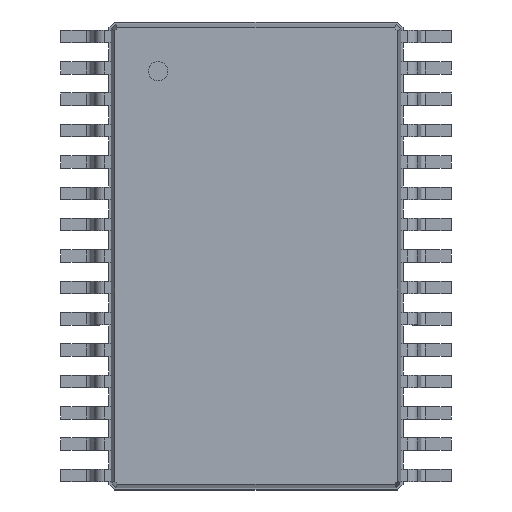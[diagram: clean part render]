
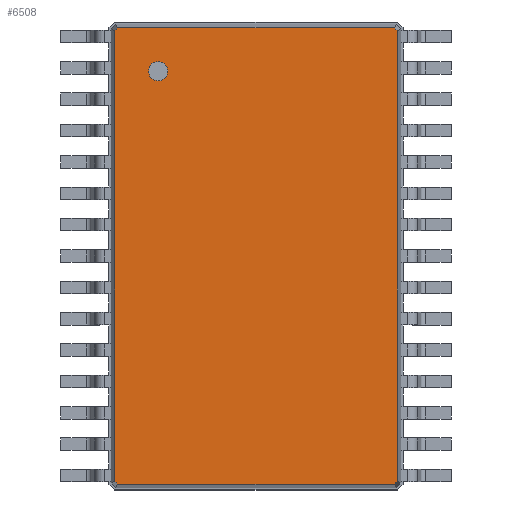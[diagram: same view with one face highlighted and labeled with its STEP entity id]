
A CAD part, top view. The second image highlights one B-rep face of the part: STEP entity #6508.
In plain terms, the highlighted planar face has unit normal (0, 0, 1).
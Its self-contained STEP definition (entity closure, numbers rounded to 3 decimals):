
#27=VECTOR('',#28,1.);
#28=DIRECTION('',(1.,0.,0.));
#51=VECTOR('',#52,1.);
#52=DIRECTION('',(0.707,-0.707,0.));
#58=VECTOR('',#59,1.);
#59=DIRECTION('',(0.,-1.,0.));
#65=VECTOR('',#66,1.);
#66=DIRECTION('',(-0.707,-0.707,0.));
#72=VECTOR('',#73,1.);
#73=DIRECTION('',(-1.,0.,0.));
#79=VECTOR('',#80,1.);
#80=DIRECTION('',(-0.707,0.707,0.));
#86=VECTOR('',#87,1.);
#87=DIRECTION('',(0.,1.,0.));
#91=VECTOR('',#92,1.);
#92=DIRECTION('',(0.707,0.707,0.));
#1792=DIRECTION('',(0.,0.,-1.));
#1915=VERTEX_POINT('',#1916);
#1916=CARTESIAN_POINT('',(-2.929,4.669,1.2));
#1919=EDGE_CURVE('',#1920,#1915,#1922,.T.);
#1920=VERTEX_POINT('',#1921);
#1921=CARTESIAN_POINT('',(-2.929,-4.669,1.2));
#1922=LINE('',#1921,#86);
#1933=VERTEX_POINT('',#1934);
#1934=CARTESIAN_POINT('',(-2.869,4.729,1.2));
#1937=EDGE_CURVE('',#1915,#1933,#1938,.T.);
#1938=LINE('',#1916,#91);
#1947=VERTEX_POINT('',#1948);
#1948=CARTESIAN_POINT('',(2.869,4.729,1.2));
#1951=EDGE_CURVE('',#1933,#1947,#1952,.T.);
#1952=LINE('',#1934,#27);
#1961=VERTEX_POINT('',#1962);
#1962=CARTESIAN_POINT('',(2.929,4.669,1.2));
#1965=EDGE_CURVE('',#1947,#1961,#1966,.T.);
#1966=LINE('',#1948,#51);
#2095=VERTEX_POINT('',#2096);
#2096=CARTESIAN_POINT('',(2.929,-4.669,1.2));
#2099=EDGE_CURVE('',#1961,#2095,#2100,.T.);
#2100=LINE('',#1962,#58);
#6508=ADVANCED_FACE('',(#6509,#6529),#6539,.F.);
#6509=FACE_BOUND('',#6510,.F.);
#6510=EDGE_LOOP('',(#6511,#6512,#6513,#6514,#6519,#6524,#6527,#6528));
#6511=ORIENTED_EDGE('',*,*,#1951,.T.);
#6512=ORIENTED_EDGE('',*,*,#1965,.T.);
#6513=ORIENTED_EDGE('',*,*,#2099,.T.);
#6514=ORIENTED_EDGE('',*,*,#6515,.T.);
#6515=EDGE_CURVE('',#2095,#6516,#6518,.T.);
#6516=VERTEX_POINT('',#6517);
#6517=CARTESIAN_POINT('',(2.869,-4.729,1.2));
#6518=LINE('',#2096,#65);
#6519=ORIENTED_EDGE('',*,*,#6520,.T.);
#6520=EDGE_CURVE('',#6516,#6521,#6523,.T.);
#6521=VERTEX_POINT('',#6522);
#6522=CARTESIAN_POINT('',(-2.869,-4.729,1.2));
#6523=LINE('',#6517,#72);
#6524=ORIENTED_EDGE('',*,*,#6525,.T.);
#6525=EDGE_CURVE('',#6521,#1920,#6526,.T.);
#6526=LINE('',#6522,#79);
#6527=ORIENTED_EDGE('',*,*,#1919,.T.);
#6528=ORIENTED_EDGE('',*,*,#1937,.T.);
#6529=FACE_BOUND('',#6530,.F.);
#6530=EDGE_LOOP('',(#6531));
#6531=ORIENTED_EDGE('',*,*,#6532,.F.);
#6532=EDGE_CURVE('',#6533,#6533,#6535,.T.);
#6533=VERTEX_POINT('',#6534);
#6534=CARTESIAN_POINT('',(-2.029,3.629,1.2));
#6535=CIRCLE('',#6536,0.2);
#6536=AXIS2_PLACEMENT_3D('',#6537,#6538,#59);
#6537=CARTESIAN_POINT('',(-2.029,3.829,1.2));
#6538=DIRECTION('',(0.,-0.,-1.));
#6539=PLANE('',#6540);
#6540=AXIS2_PLACEMENT_3D('',#1934,#1792,#6541);
#6541=DIRECTION('',(0.519,-0.855,0.));
